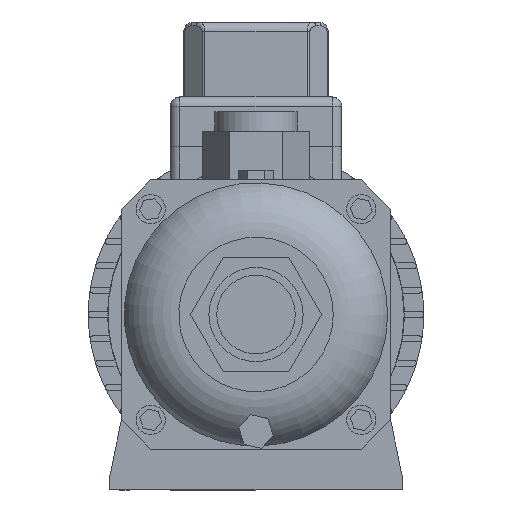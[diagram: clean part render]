
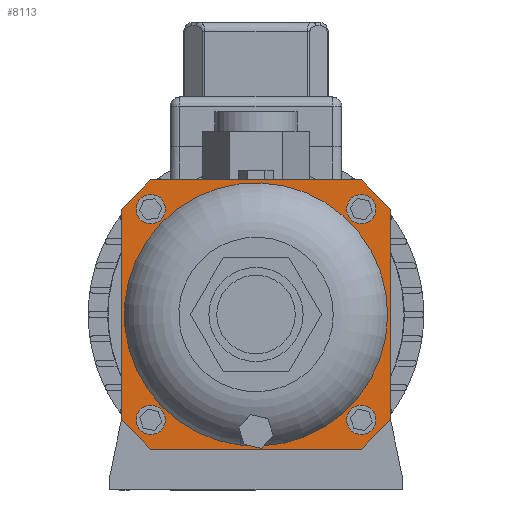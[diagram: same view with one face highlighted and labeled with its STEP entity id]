
A CAD part, left-side view. The second image highlights one B-rep face of the part: STEP entity #8113.
In plain terms, the highlighted planar face has unit normal (-1, 0, 0).
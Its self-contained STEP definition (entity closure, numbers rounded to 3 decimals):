
#166=FACE_BOUND($,#1367,.T.);
#167=FACE_BOUND($,#1368,.T.);
#168=FACE_BOUND($,#1369,.T.);
#169=FACE_BOUND($,#1370,.T.);
#170=FACE_BOUND($,#1371,.T.);
#444=PLANE($,#8878);
#871=FACE_OUTER_BOUND($,#1366,.T.);
#1366=EDGE_LOOP($,(#7118,#7119,#7120,#7121,#7122,#7123,#7124,#7125));
#1367=EDGE_LOOP($,(#7126,#7127));
#1368=EDGE_LOOP($,(#7128));
#1369=EDGE_LOOP($,(#7129));
#1370=EDGE_LOOP($,(#7130));
#1371=EDGE_LOOP($,(#7131));
#1807=CIRCLE($,#8877,7.85);
#1808=CIRCLE($,#8879,67.5);
#1809=CIRCLE($,#8880,7.5);
#1810=CIRCLE($,#8881,7.5);
#1811=CIRCLE($,#8882,7.5);
#1812=CIRCLE($,#8883,7.5);
#2421=LINE($,#13812,#3170);
#2422=LINE($,#13814,#3171);
#2423=LINE($,#13816,#3172);
#2424=LINE($,#13818,#3173);
#2425=LINE($,#13820,#3174);
#2426=LINE($,#13822,#3175);
#2427=LINE($,#13824,#3176);
#2428=LINE($,#13825,#3177);
#3170=VECTOR($,#10868,21.213);
#3171=VECTOR($,#10869,108.);
#3172=VECTOR($,#10870,21.213);
#3173=VECTOR($,#10871,108.);
#3174=VECTOR($,#10872,21.213);
#3175=VECTOR($,#10873,108.);
#3176=VECTOR($,#10874,21.213);
#3177=VECTOR($,#10875,108.);
#3958=VERTEX_POINT($,#13736);
#3959=VERTEX_POINT($,#13737);
#3960=VERTEX_POINT($,#13810);
#3961=VERTEX_POINT($,#13811);
#3962=VERTEX_POINT($,#13813);
#3963=VERTEX_POINT($,#13815);
#3964=VERTEX_POINT($,#13817);
#3965=VERTEX_POINT($,#13819);
#3966=VERTEX_POINT($,#13821);
#3967=VERTEX_POINT($,#13823);
#3968=VERTEX_POINT($,#13827);
#3969=VERTEX_POINT($,#13829);
#3970=VERTEX_POINT($,#13831);
#3971=VERTEX_POINT($,#13833);
#5040=EDGE_CURVE($,#3959,#3958,#1807,.T.);
#5041=EDGE_CURVE($,#3960,#3961,#2421,.T.);
#5042=EDGE_CURVE($,#3960,#3962,#2422,.T.);
#5043=EDGE_CURVE($,#3963,#3962,#2423,.T.);
#5044=EDGE_CURVE($,#3963,#3964,#2424,.T.);
#5045=EDGE_CURVE($,#3965,#3964,#2425,.T.);
#5046=EDGE_CURVE($,#3965,#3966,#2426,.T.);
#5047=EDGE_CURVE($,#3967,#3966,#2427,.T.);
#5048=EDGE_CURVE($,#3967,#3961,#2428,.T.);
#5049=EDGE_CURVE($,#3959,#3958,#1808,.T.);
#5050=EDGE_CURVE($,#3968,#3968,#1809,.T.);
#5051=EDGE_CURVE($,#3969,#3969,#1810,.T.);
#5052=EDGE_CURVE($,#3970,#3970,#1811,.T.);
#5053=EDGE_CURVE($,#3971,#3971,#1812,.T.);
#7118=ORIENTED_EDGE($,*,*,#5041,.F.);
#7119=ORIENTED_EDGE($,*,*,#5042,.T.);
#7120=ORIENTED_EDGE($,*,*,#5043,.F.);
#7121=ORIENTED_EDGE($,*,*,#5044,.T.);
#7122=ORIENTED_EDGE($,*,*,#5045,.F.);
#7123=ORIENTED_EDGE($,*,*,#5046,.T.);
#7124=ORIENTED_EDGE($,*,*,#5047,.F.);
#7125=ORIENTED_EDGE($,*,*,#5048,.T.);
#7126=ORIENTED_EDGE($,*,*,#5040,.T.);
#7127=ORIENTED_EDGE($,*,*,#5049,.F.);
#7128=ORIENTED_EDGE($,*,*,#5050,.T.);
#7129=ORIENTED_EDGE($,*,*,#5051,.T.);
#7130=ORIENTED_EDGE($,*,*,#5052,.T.);
#7131=ORIENTED_EDGE($,*,*,#5053,.T.);
#8113=ADVANCED_FACE($,(#871,#166,#167,#168,#169,#170),#444,.T.);
#8877=AXIS2_PLACEMENT_3D($,#13808,#10864,#10865);
#8878=AXIS2_PLACEMENT_3D($,#13809,#10866,#10867);
#8879=AXIS2_PLACEMENT_3D($,#13826,#10876,#10877);
#8880=AXIS2_PLACEMENT_3D($,#13828,#10878,#10879);
#8881=AXIS2_PLACEMENT_3D($,#13830,#10880,#10881);
#8882=AXIS2_PLACEMENT_3D($,#13832,#10882,#10883);
#8883=AXIS2_PLACEMENT_3D($,#13834,#10884,#10885);
#10864=DIRECTION('center_axis',(1.,0.,0.));
#10865=DIRECTION('ref_axis',(0.,1.,0.));
#10866=DIRECTION('center_axis',(-1.,0.,0.));
#10867=DIRECTION('ref_axis',(0.,-1.,0.));
#10868=DIRECTION($,(0.,0.707,0.707));
#10869=DIRECTION($,(0.,-1.,0.));
#10870=DIRECTION($,(0.,0.707,-0.707));
#10871=DIRECTION($,(0.,0.,1.));
#10872=DIRECTION($,(0.,-0.707,-0.707));
#10873=DIRECTION($,(0.,1.,0.));
#10874=DIRECTION($,(0.,-0.707,0.707));
#10875=DIRECTION($,(0.,0.,-1.));
#10876=DIRECTION('center_axis',(-1.,0.,0.));
#10877=DIRECTION('ref_axis',(0.,-1.,0.));
#10878=DIRECTION('center_axis',(1.,0.,0.));
#10879=DIRECTION('ref_axis',(0.,1.,0.));
#10880=DIRECTION('center_axis',(1.,0.,0.));
#10881=DIRECTION('ref_axis',(0.,1.,0.));
#10882=DIRECTION('center_axis',(1.,0.,0.));
#10883=DIRECTION('ref_axis',(0.,1.,0.));
#10884=DIRECTION('center_axis',(1.,0.,0.));
#10885=DIRECTION('ref_axis',(0.,1.,0.));
#13736=CARTESIAN_POINT('',(-149.313,2.458,22.545));
#13737=CARTESIAN_POINT('',(-149.313,-2.458,22.545));
#13808=CARTESIAN_POINT('Origin',(-149.313,0.,30.));
#13809=CARTESIAN_POINT('Origin',(-149.313,0.,90.));
#13810=CARTESIAN_POINT('',(-149.313,54.,21.));
#13811=CARTESIAN_POINT('',(-149.313,69.,36.));
#13812=CARTESIAN_POINT($,(-149.313,61.5,28.5));
#13813=CARTESIAN_POINT('',(-149.313,-54.,21.));
#13814=CARTESIAN_POINT($,(-149.313,69.,21.));
#13815=CARTESIAN_POINT('',(-149.313,-69.,36.));
#13816=CARTESIAN_POINT($,(-149.313,-61.5,28.5));
#13817=CARTESIAN_POINT('',(-149.313,-69.,144.));
#13818=CARTESIAN_POINT($,(-149.313,-69.,21.));
#13819=CARTESIAN_POINT('',(-149.313,-54.,159.));
#13820=CARTESIAN_POINT($,(-149.313,-61.5,151.5));
#13821=CARTESIAN_POINT('',(-149.313,54.,159.));
#13822=CARTESIAN_POINT($,(-149.313,-69.,159.));
#13823=CARTESIAN_POINT('',(-149.313,69.,144.));
#13824=CARTESIAN_POINT($,(-149.313,61.5,151.5));
#13825=CARTESIAN_POINT($,(-149.313,69.,159.));
#13826=CARTESIAN_POINT('Origin',(-149.313,0.,90.));
#13827=CARTESIAN_POINT('',(-149.313,46.5,144.));
#13828=CARTESIAN_POINT('Origin',(-149.313,54.,144.));
#13829=CARTESIAN_POINT('',(-149.313,-61.5,144.));
#13830=CARTESIAN_POINT('Origin',(-149.313,-54.,144.));
#13831=CARTESIAN_POINT('',(-149.313,46.5,36.));
#13832=CARTESIAN_POINT('Origin',(-149.313,54.,36.));
#13833=CARTESIAN_POINT('',(-149.313,-61.5,36.));
#13834=CARTESIAN_POINT('Origin',(-149.313,-54.,36.));
